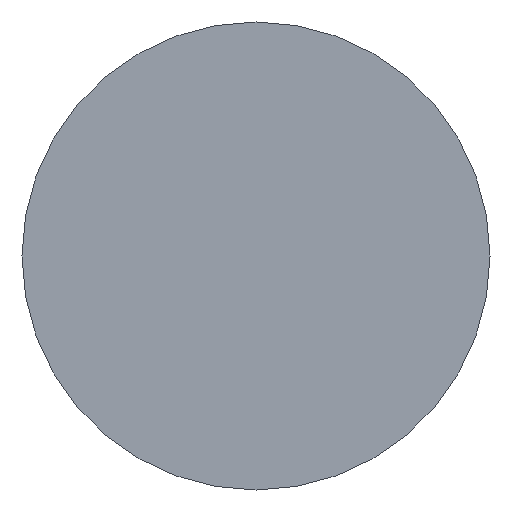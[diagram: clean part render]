
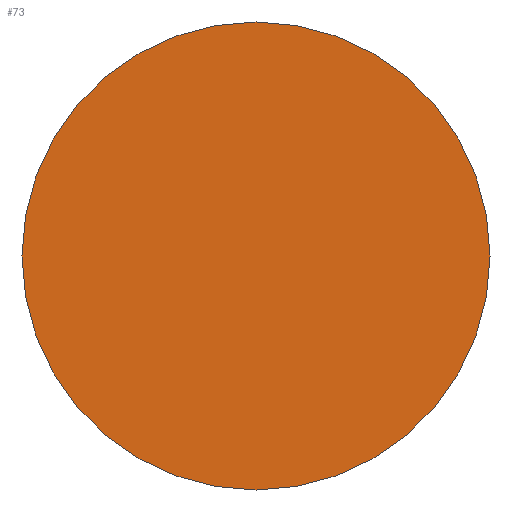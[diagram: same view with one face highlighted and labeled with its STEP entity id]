
A CAD part, front view. The second image highlights one B-rep face of the part: STEP entity #73.
In plain terms, the highlighted planar face has unit normal (0, -1, 0).
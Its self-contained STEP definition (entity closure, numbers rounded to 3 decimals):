
#8 = CARTESIAN_POINT ( 'NONE',  ( 0., 0., 0. ) ) ;
#17 = CIRCLE ( 'NONE', #116, 8. ) ;
#22 = VERTEX_POINT ( 'NONE', #103 ) ;
#25 = DIRECTION ( 'NONE',  ( 0., 1., 0. ) ) ;
#27 = DIRECTION ( 'NONE',  ( 0., 0., 1. ) ) ;
#32 = AXIS2_PLACEMENT_3D ( 'NONE', #171, #170, #169 ) ;
#34 = EDGE_LOOP ( 'NONE', ( #101, #139 ) ) ;
#36 = EDGE_CURVE ( 'NONE', #22, #138, #17, .T. ) ;
#64 = AXIS2_PLACEMENT_3D ( 'NONE', #8, #25, #27 ) ;
#65 = PLANE ( 'NONE',  #64 ) ;
#67 = CARTESIAN_POINT ( 'NONE',  ( 0., 0., 8. ) ) ;
#73 = ADVANCED_FACE ( 'NONE', ( #154 ), #65, .F. ) ;
#75 = DIRECTION ( 'NONE',  ( 0., 0., -1. ) ) ;
#86 = CIRCLE ( 'NONE', #32, 8. ) ;
#87 = CARTESIAN_POINT ( 'NONE',  ( 0., 0., 0. ) ) ;
#98 = EDGE_CURVE ( 'NONE', #138, #22, #86, .T. ) ;
#101 = ORIENTED_EDGE ( 'NONE', *, *, #36, .T. ) ;
#103 = CARTESIAN_POINT ( 'NONE',  ( 0., 0., -8. ) ) ;
#116 = AXIS2_PLACEMENT_3D ( 'NONE', #87, #136, #75 ) ;
#136 = DIRECTION ( 'NONE',  ( 0., -1., 0. ) ) ;
#138 = VERTEX_POINT ( 'NONE', #67 ) ;
#139 = ORIENTED_EDGE ( 'NONE', *, *, #98, .T. ) ;
#154 = FACE_OUTER_BOUND ( 'NONE', #34, .T. ) ;
#169 = DIRECTION ( 'NONE',  ( 0., 0., -1. ) ) ;
#170 = DIRECTION ( 'NONE',  ( 0., -1., 0. ) ) ;
#171 = CARTESIAN_POINT ( 'NONE',  ( 0., 0., 0. ) ) ;
